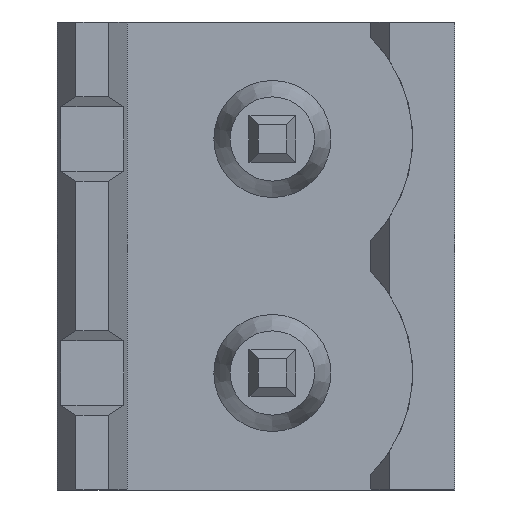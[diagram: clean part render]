
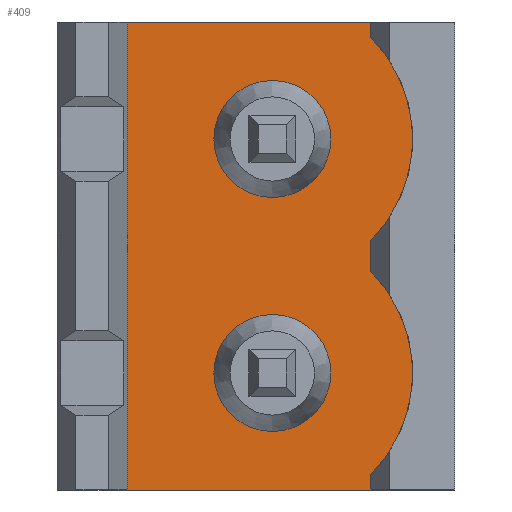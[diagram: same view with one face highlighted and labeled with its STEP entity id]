
A CAD part, left-side view. The second image highlights one B-rep face of the part: STEP entity #409.
In plain terms, the highlighted planar face has unit normal (-1, 0, 0).
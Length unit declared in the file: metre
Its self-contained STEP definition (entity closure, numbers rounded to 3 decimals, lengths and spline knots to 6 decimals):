
#409=ADVANCED_FACE('',(#861,#862,#863),#864,.F.);
#861=FACE_OUTER_BOUND('',#1351,.T.);
#862=FACE_BOUND('',#1352,.T.);
#863=FACE_BOUND('',#1353,.T.);
#864=PLANE('',#1354);
#1351=EDGE_LOOP('',(#2567,#2568,#2569,#2570,#2571,#2572,#2573,#2574));
#1352=EDGE_LOOP('',(#2575));
#1353=EDGE_LOOP('',(#2576));
#1354=AXIS2_PLACEMENT_3D('',#2577,#2578,#2579);
#2567=ORIENTED_EDGE('',*,*,#3360,.T.);
#2568=ORIENTED_EDGE('',*,*,#3368,.F.);
#2569=ORIENTED_EDGE('',*,*,#3210,.F.);
#2570=ORIENTED_EDGE('',*,*,#3365,.T.);
#2571=ORIENTED_EDGE('',*,*,#3146,.T.);
#2572=ORIENTED_EDGE('',*,*,#3460,.T.);
#2573=ORIENTED_EDGE('',*,*,#3257,.T.);
#2574=ORIENTED_EDGE('',*,*,#3461,.T.);
#2575=ORIENTED_EDGE('',*,*,#3311,.F.);
#2576=ORIENTED_EDGE('',*,*,#3457,.F.);
#2577=CARTESIAN_POINT('',(-0.0035,0.0061,0.16734));
#2578=DIRECTION('',(1.0,0.,0.));
#2579=DIRECTION('',(0.0,0.,1.0));
#3146=EDGE_CURVE('',#3844,#3852,#3854,.T.);
#3210=EDGE_CURVE('',#3952,#3954,#3955,.T.);
#3257=EDGE_CURVE('',#4017,#4023,#4025,.T.);
#3311=EDGE_CURVE('',#4110,#4110,#4111,.T.);
#3360=EDGE_CURVE('',#4173,#4171,#4174,.T.);
#3365=EDGE_CURVE('',#3952,#3844,#4180,.T.);
#3368=EDGE_CURVE('',#3954,#4171,#4183,.T.);
#3457=EDGE_CURVE('',#4296,#4296,#4297,.T.);
#3460=EDGE_CURVE('',#3852,#4017,#4300,.T.);
#3461=EDGE_CURVE('',#4023,#4173,#4301,.T.);
#3844=VERTEX_POINT('',#4838);
#3852=VERTEX_POINT('',#4847);
#3854=CIRCLE('',#4850,0.00305);
#3952=VERTEX_POINT('',#5006);
#3954=VERTEX_POINT('',#5009);
#3955=LINE('',#5010,#5011);
#4017=VERTEX_POINT('',#5116);
#4023=VERTEX_POINT('',#5123);
#4025=CIRCLE('',#5126,0.00305);
#4110=VERTEX_POINT('',#5251);
#4111=CIRCLE('',#5252,0.00125);
#4171=VERTEX_POINT('',#5345);
#4173=VERTEX_POINT('',#5348);
#4174=LINE('',#5349,#5350);
#4180=LINE('',#5359,#5360);
#4183=LINE('',#5364,#5365);
#4296=VERTEX_POINT('',#5536);
#4297=CIRCLE('',#5537,0.00125);
#4300=LINE('',#5540,#5541);
#4301=LINE('',#5542,#5543);
#4838=CARTESIAN_POINT('',(-0.0035,0.001901,0.154577));
#4847=CARTESIAN_POINT('',(-0.0035,0.001901,0.158903));
#4850=AXIS2_PLACEMENT_3D('',#5793,#5794,#5795);
#5006=CARTESIAN_POINT('',(-0.0035,0.001901,0.15424));
#5009=CARTESIAN_POINT('',(-0.0035,0.007099,0.15424));
#5010=CARTESIAN_POINT('',(-0.0035,0.002,0.15424));
#5011=VECTOR('',#5853,1.0);
#5116=CARTESIAN_POINT('',(-0.0035,0.001901,0.159577));
#5123=CARTESIAN_POINT('',(-0.0035,0.001901,0.163903));
#5126=AXIS2_PLACEMENT_3D('',#5895,#5896,#5897);
#5251=CARTESIAN_POINT('',(-0.0035,0.004,0.15549));
#5252=AXIS2_PLACEMENT_3D('',#5938,#5939,#5940);
#5345=CARTESIAN_POINT('',(-0.0035,0.007099,0.16424));
#5348=CARTESIAN_POINT('',(-0.0035,0.001901,0.16424));
#5349=CARTESIAN_POINT('',(-0.0035,0.002,0.16424));
#5350=VECTOR('',#5984,1.0);
#5359=CARTESIAN_POINT('',(-0.0035,0.001901,0.16545));
#5360=VECTOR('',#5988,1.0);
#5364=CARTESIAN_POINT('',(-0.0035,0.007099,0.16734));
#5365=VECTOR('',#5990,1.0);
#5536=CARTESIAN_POINT('',(-0.0035,0.004,0.16049));
#5537=AXIS2_PLACEMENT_3D('',#6051,#6052,#6053);
#5540=CARTESIAN_POINT('',(-0.0035,0.001901,0.14989));
#5541=VECTOR('',#6054,1.0);
#5542=CARTESIAN_POINT('',(-0.0035,0.001901,0.14987));
#5543=VECTOR('',#6055,1.0);
#5793=CARTESIAN_POINT('',(-0.0035,0.004051,0.15674));
#5794=DIRECTION('',(-1.0,0.,0.));
#5795=DIRECTION('',(0.,-1.0,0.0));
#5853=DIRECTION('',(0.,1.0,0.));
#5895=CARTESIAN_POINT('',(-0.0035,0.004051,0.16174));
#5896=DIRECTION('',(-1.0,0.,0.));
#5897=DIRECTION('',(0.,-1.0,0.0));
#5938=CARTESIAN_POINT('',(-0.0035,0.004,0.15674));
#5939=DIRECTION('',(-1.0,0.,0.));
#5940=DIRECTION('',(0.,0.,-1.0));
#5984=DIRECTION('',(0.,1.0,0.));
#5988=DIRECTION('',(0.,0.,1.0));
#5990=DIRECTION('',(0.,0.,1.0));
#6051=CARTESIAN_POINT('',(-0.0035,0.004,0.16174));
#6052=DIRECTION('',(-1.0,0.,0.));
#6053=DIRECTION('',(0.,0.,-1.0));
#6054=DIRECTION('',(0.,0.0,1.0));
#6055=DIRECTION('',(0.,0.0,1.0));
